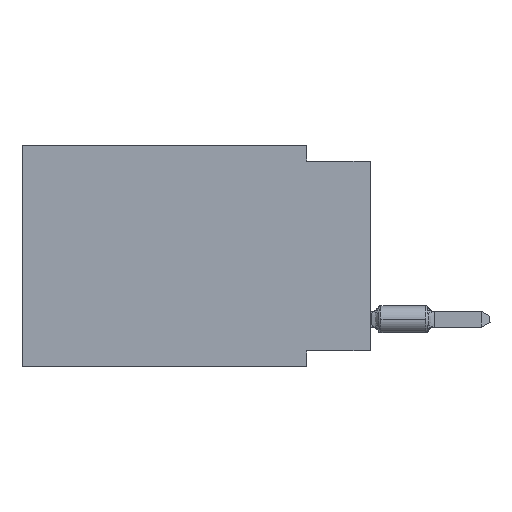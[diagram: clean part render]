
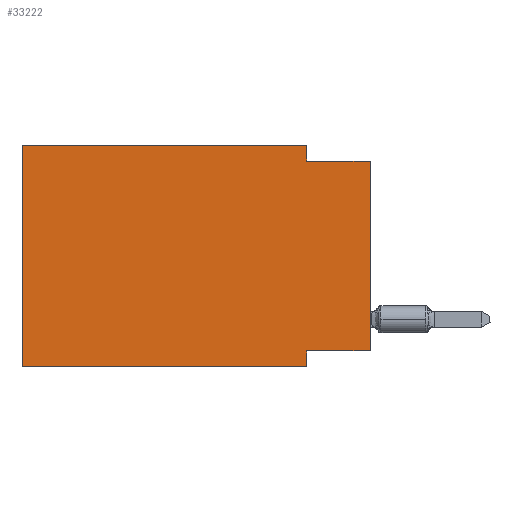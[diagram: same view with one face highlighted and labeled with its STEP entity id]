
A CAD part, left-side view. The second image highlights one B-rep face of the part: STEP entity #33222.
In plain terms, the highlighted planar face has unit normal (-1, 0, 0).
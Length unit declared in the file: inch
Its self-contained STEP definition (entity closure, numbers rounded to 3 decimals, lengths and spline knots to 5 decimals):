
#590 = VERTEX_POINT ( 'NONE', #66824 ) ;
#1094 = LINE ( 'NONE', #21757, #30290 ) ;
#3464 = ORIENTED_EDGE ( 'NONE', *, *, #37006, .F. ) ;
#3733 = CARTESIAN_POINT ( 'NONE',  ( 0., 0.1, 0. ) ) ;
#3954 = LINE ( 'NONE', #41356, #12246 ) ;
#4020 = VECTOR ( 'NONE', #16152, 39.37008 ) ;
#4877 = CARTESIAN_POINT ( 'NONE',  ( 0., 0., -0.325 ) ) ;
#4972 = ORIENTED_EDGE ( 'NONE', *, *, #57211, .F. ) ;
#6621 = VERTEX_POINT ( 'NONE', #62928 ) ;
#6708 = CARTESIAN_POINT ( 'NONE',  ( 0., 0.1, 0. ) ) ;
#6939 = CARTESIAN_POINT ( 'NONE',  ( 0., 0.55, 0. ) ) ;
#10525 = EDGE_LOOP ( 'NONE', ( #38821, #59514, #30726, #33450, #59674, #20684, #4972, #3464 ) ) ;
#12063 = LINE ( 'NONE', #33740, #32724 ) ;
#12246 = VECTOR ( 'NONE', #68940, 39.37008 ) ;
#12534 = LINE ( 'NONE', #6939, #20432 ) ;
#15201 = VERTEX_POINT ( 'NONE', #65413 ) ;
#16152 = DIRECTION ( 'NONE',  ( 0., -1., 0. ) ) ;
#16777 = CARTESIAN_POINT ( 'NONE',  ( 0., 0.1, -0.025 ) ) ;
#16850 = CARTESIAN_POINT ( 'NONE',  ( 0., 0.55, -0.35 ) ) ;
#16888 = LINE ( 'NONE', #6708, #61550 ) ;
#17289 = FACE_OUTER_BOUND ( 'NONE', #10525, .T. ) ;
#17319 = DIRECTION ( 'NONE',  ( 0., 1., 0. ) ) ;
#19833 = CARTESIAN_POINT ( 'NONE',  ( 0., 0.1, -0.35 ) ) ;
#20327 = CARTESIAN_POINT ( 'NONE',  ( 0., 0.55, 0. ) ) ;
#20432 = VECTOR ( 'NONE', #38085, 39.37008 ) ;
#20684 = ORIENTED_EDGE ( 'NONE', *, *, #26991, .T. ) ;
#21757 = CARTESIAN_POINT ( 'NONE',  ( 0., 0.55, 0. ) ) ;
#24262 = VERTEX_POINT ( 'NONE', #3733 ) ;
#26877 = VECTOR ( 'NONE', #56193, 39.37008 ) ;
#26991 = EDGE_CURVE ( 'NONE', #6621, #59767, #64709, .T. ) ;
#27099 = DIRECTION ( 'NONE',  ( 0., 0., -1. ) ) ;
#30290 = VECTOR ( 'NONE', #44088, 39.37008 ) ;
#30726 = ORIENTED_EDGE ( 'NONE', *, *, #34883, .F. ) ;
#32724 = VECTOR ( 'NONE', #17319, 39.37008 ) ;
#33222 = ADVANCED_FACE ( 'NONE', ( #17289 ), #54668, .F. ) ;
#33356 = DIRECTION ( 'NONE',  ( 1., 0., 0. ) ) ;
#33428 = EDGE_CURVE ( 'NONE', #46425, #15201, #3954, .T. ) ;
#33450 = ORIENTED_EDGE ( 'NONE', *, *, #67391, .F. ) ;
#33740 = CARTESIAN_POINT ( 'NONE',  ( 0., 0., -0.325 ) ) ;
#34883 = EDGE_CURVE ( 'NONE', #24262, #46475, #16888, .T. ) ;
#35718 = AXIS2_PLACEMENT_3D ( 'NONE', #43153, #33356, #27099 ) ;
#37006 = EDGE_CURVE ( 'NONE', #46425, #590, #12063, .T. ) ;
#37304 = CARTESIAN_POINT ( 'NONE',  ( 0., 0., -0.025 ) ) ;
#38085 = DIRECTION ( 'NONE',  ( 0., 0., 1. ) ) ;
#38821 = ORIENTED_EDGE ( 'NONE', *, *, #33428, .T. ) ;
#41356 = CARTESIAN_POINT ( 'NONE',  ( 0., 0., 0. ) ) ;
#41845 = LINE ( 'NONE', #37304, #65132 ) ;
#43153 = CARTESIAN_POINT ( 'NONE',  ( 0., 0.55, 0. ) ) ;
#44085 = CARTESIAN_POINT ( 'NONE',  ( 0., 0.1, -0.35 ) ) ;
#44088 = DIRECTION ( 'NONE',  ( 0., -1., 0. ) ) ;
#46425 = VERTEX_POINT ( 'NONE', #4877 ) ;
#46475 = VERTEX_POINT ( 'NONE', #16777 ) ;
#51985 = DIRECTION ( 'NONE',  ( 0., -1., 0. ) ) ;
#54668 = PLANE ( 'NONE',  #35718 ) ;
#56193 = DIRECTION ( 'NONE',  ( 0., 0., -1. ) ) ;
#57211 = EDGE_CURVE ( 'NONE', #590, #59767, #62463, .T. ) ;
#59514 = ORIENTED_EDGE ( 'NONE', *, *, #60344, .F. ) ;
#59674 = ORIENTED_EDGE ( 'NONE', *, *, #60116, .F. ) ;
#59767 = VERTEX_POINT ( 'NONE', #44085 ) ;
#60116 = EDGE_CURVE ( 'NONE', #6621, #66756, #12534, .T. ) ;
#60344 = EDGE_CURVE ( 'NONE', #46475, #15201, #41845, .T. ) ;
#61550 = VECTOR ( 'NONE', #64742, 39.37008 ) ;
#62463 = LINE ( 'NONE', #19833, #26877 ) ;
#62928 = CARTESIAN_POINT ( 'NONE',  ( 0., 0.55, -0.35 ) ) ;
#64709 = LINE ( 'NONE', #16850, #4020 ) ;
#64742 = DIRECTION ( 'NONE',  ( 0., 0., -1. ) ) ;
#65132 = VECTOR ( 'NONE', #51985, 39.37008 ) ;
#65413 = CARTESIAN_POINT ( 'NONE',  ( 0., 0., -0.025 ) ) ;
#66756 = VERTEX_POINT ( 'NONE', #20327 ) ;
#66824 = CARTESIAN_POINT ( 'NONE',  ( 0., 0.1, -0.325 ) ) ;
#67391 = EDGE_CURVE ( 'NONE', #66756, #24262, #1094, .T. ) ;
#68940 = DIRECTION ( 'NONE',  ( 0., 0., 1. ) ) ;
